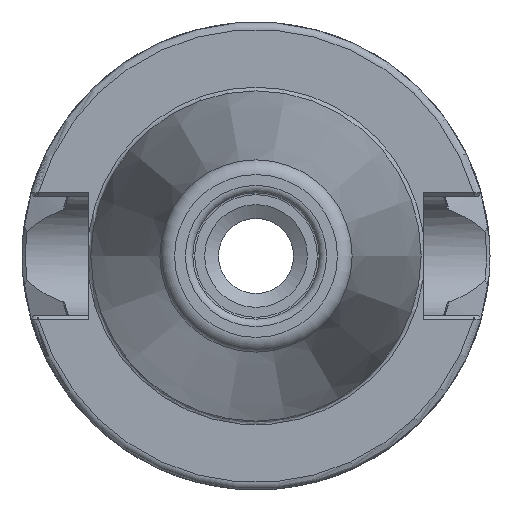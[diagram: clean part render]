
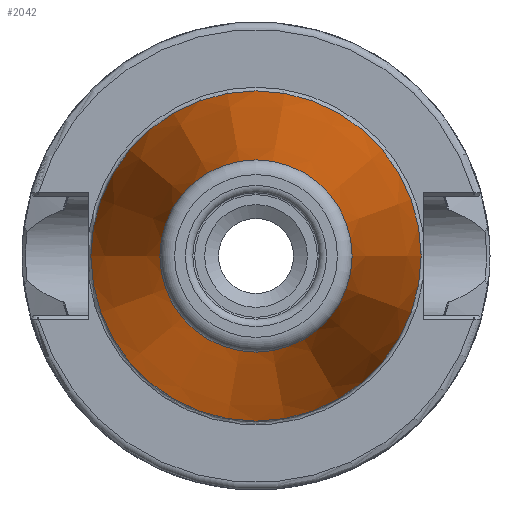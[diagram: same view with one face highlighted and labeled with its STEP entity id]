
A CAD part, left-side view. The second image highlights one B-rep face of the part: STEP entity #2042.
In plain terms, the highlighted conical face has half-angle 8.297 degrees and reference radius 17.581 mm.
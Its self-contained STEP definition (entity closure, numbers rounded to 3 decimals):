
#52=CONICAL_SURFACE('',#2207,17.581,0.145);
#243=FACE_OUTER_BOUND('',#356,.T.);
#356=EDGE_LOOP('',(#1606,#1607,#1608,#1609,#1610,#1611,#1612));
#488=LINE('',#3982,#582);
#582=VECTOR('',#2609,17.581);
#658=CIRCLE('',#2203,12.937);
#659=CIRCLE('',#2204,12.937);
#660=CIRCLE('',#2205,12.937);
#662=CIRCLE('',#2208,22.225);
#663=CIRCLE('',#2209,22.225);
#878=VERTEX_POINT('',#3970);
#879=VERTEX_POINT('',#3971);
#880=VERTEX_POINT('',#3973);
#881=VERTEX_POINT('',#3978);
#882=VERTEX_POINT('',#3979);
#1150=EDGE_CURVE('',#878,#879,#658,.T.);
#1151=EDGE_CURVE('',#880,#878,#659,.T.);
#1152=EDGE_CURVE('',#879,#880,#660,.T.);
#1154=EDGE_CURVE('',#881,#882,#662,.T.);
#1155=EDGE_CURVE('',#882,#881,#663,.T.);
#1156=EDGE_CURVE('',#882,#880,#488,.T.);
#1606=ORIENTED_EDGE('',*,*,#1154,.F.);
#1607=ORIENTED_EDGE('',*,*,#1155,.F.);
#1608=ORIENTED_EDGE('',*,*,#1156,.T.);
#1609=ORIENTED_EDGE('',*,*,#1151,.T.);
#1610=ORIENTED_EDGE('',*,*,#1150,.T.);
#1611=ORIENTED_EDGE('',*,*,#1152,.T.);
#1612=ORIENTED_EDGE('',*,*,#1156,.F.);
#2042=ADVANCED_FACE('',(#243),#52,.T.);
#2203=AXIS2_PLACEMENT_3D('',#3972,#2595,#2596);
#2204=AXIS2_PLACEMENT_3D('',#3974,#2597,#2598);
#2205=AXIS2_PLACEMENT_3D('',#3975,#2599,#2600);
#2207=AXIS2_PLACEMENT_3D('',#3977,#2603,#2604);
#2208=AXIS2_PLACEMENT_3D('',#3980,#2605,#2606);
#2209=AXIS2_PLACEMENT_3D('',#3981,#2607,#2608);
#2595=DIRECTION('center_axis',(1.,0.,0.));
#2596=DIRECTION('ref_axis',(0.,0.,-1.));
#2597=DIRECTION('center_axis',(1.,0.,0.));
#2598=DIRECTION('ref_axis',(0.,0.,-1.));
#2599=DIRECTION('center_axis',(1.,0.,0.));
#2600=DIRECTION('ref_axis',(0.,0.,-1.));
#2603=DIRECTION('center_axis',(1.,0.,0.));
#2604=DIRECTION('ref_axis',(0.,1.,0.));
#2605=DIRECTION('center_axis',(1.,0.,0.));
#2606=DIRECTION('ref_axis',(0.,0.,-1.));
#2607=DIRECTION('center_axis',(1.,0.,0.));
#2608=DIRECTION('ref_axis',(0.,0.,-1.));
#2609=DIRECTION('',(-0.99,0.144,0.));
#3970=CARTESIAN_POINT('',(-63.689,12.937,0.));
#3971=CARTESIAN_POINT('',(-63.689,0.,12.937));
#3972=CARTESIAN_POINT('Origin',(-63.689,0.,
0.));
#3973=CARTESIAN_POINT('',(-63.689,-12.937,0.));
#3974=CARTESIAN_POINT('Origin',(-63.689,0.,
0.));
#3975=CARTESIAN_POINT('Origin',(-63.689,0.,
0.));
#3977=CARTESIAN_POINT('Origin',(-31.844,0.,
0.));
#3978=CARTESIAN_POINT('',(0.,22.225,0.));
#3979=CARTESIAN_POINT('',(0.,-22.225,0.));
#3980=CARTESIAN_POINT('Origin',(0.,0.,
0.));
#3981=CARTESIAN_POINT('Origin',(0.,0.,
0.));
#3982=CARTESIAN_POINT('',(-31.844,-17.581,0.));
